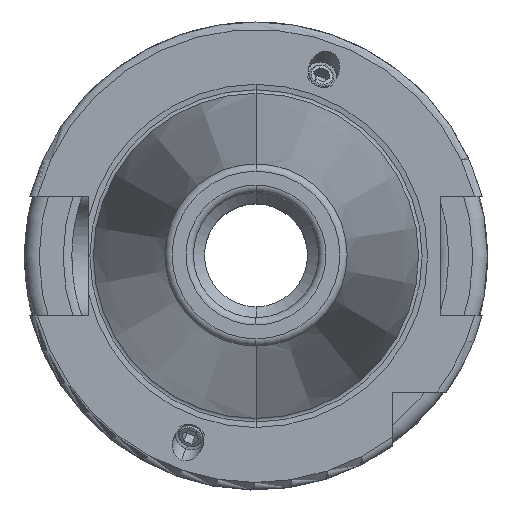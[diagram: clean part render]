
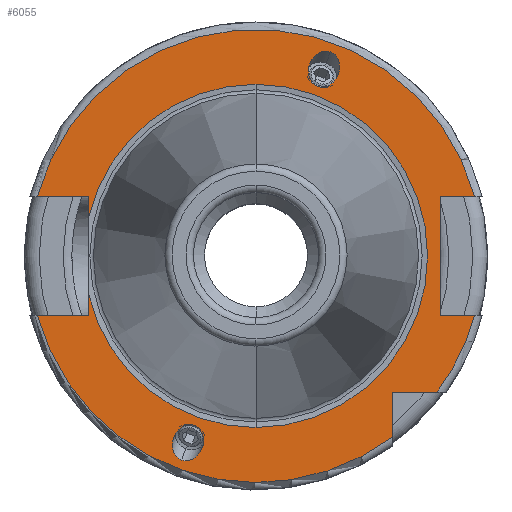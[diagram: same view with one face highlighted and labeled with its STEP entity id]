
A CAD part, top view. The second image highlights one B-rep face of the part: STEP entity #6055.
In plain terms, the highlighted planar face has unit normal (0, 0, 1).
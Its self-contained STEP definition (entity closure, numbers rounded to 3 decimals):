
#379=DIRECTION('',(1,0,0));
#380=VECTOR('',#379,7.004);
#381=CARTESIAN_POINT('',(-29.704,-8.05,18.1));
#382=LINE('',#381,#380);
#383=DIRECTION('',(0,1,0));
#384=VECTOR('',#383,2.753);
#385=CARTESIAN_POINT('',(-22.7,-8.05,18.1));
#386=LINE('',#385,#384);
#387=DIRECTION('',(0,1,0));
#388=VECTOR('',#387,2.753);
#389=CARTESIAN_POINT('',(-22.7,5.297,18.1));
#390=LINE('',#389,#388);
#391=DIRECTION('',(1,0,0));
#392=VECTOR('',#391,7.004);
#393=CARTESIAN_POINT('',(-29.704,8.05,18.1));
#394=LINE('',#393,#392);
#395=DIRECTION('',(-1,0,0));
#396=VECTOR('',#395,4.704);
#397=CARTESIAN_POINT('',(29.704,8.05,18.1));
#398=LINE('',#397,#396);
#399=DIRECTION('',(0,-1,0));
#400=VECTOR('',#399,16.1);
#401=CARTESIAN_POINT('',(25,8.05,18.1));
#402=LINE('',#401,#400);
#403=DIRECTION('',(-1,0,0));
#404=VECTOR('',#403,4.704);
#405=CARTESIAN_POINT('',(29.704,-8.05,18.1));
#406=LINE('',#405,#404);
#407=CARTESIAN_POINT('',(0,0,18.1));
#408=DIRECTION('',(0,0,1));
#409=DIRECTION('',(0.799,-0.601,0));
#410=AXIS2_PLACEMENT_3D('',#407,#408,#409);
#412=DIRECTION('',(-1,0,0));
#413=VECTOR('',#412,6.094);
#414=CARTESIAN_POINT('',(24.594,-18.5,18.1));
#415=LINE('',#414,#413);
#416=DIRECTION('',(0,1,0));
#417=VECTOR('',#416,6.094);
#418=CARTESIAN_POINT('',(18.5,-24.594,18.1));
#419=LINE('',#418,#417);
#420=CARTESIAN_POINT('',(10.09,27.723,18.1));
#421=CARTESIAN_POINT('',(9.863,27.806,18.1));
#422=CARTESIAN_POINT('',(9.337,27.884,18.1));
#423=CARTESIAN_POINT('',(8.455,27.594,18.1));
#424=CARTESIAN_POINT('',(7.834,27.033,18.1));
#425=CARTESIAN_POINT('',(7.483,26.49,18.1));
#426=CARTESIAN_POINT('',(7.298,26.077,18.1));
#427=CARTESIAN_POINT('',(7.174,25.641,18.1));
#428=CARTESIAN_POINT('',(7.094,25.,18.1));
#429=CARTESIAN_POINT('',(7.208,24.17,18.1));
#430=CARTESIAN_POINT('',(7.698,23.381,18.1));
#431=CARTESIAN_POINT('',(8.152,23.103,18.1));
#432=CARTESIAN_POINT('',(8.379,23.02,18.1));
#434=CARTESIAN_POINT('',(8.379,23.02,18.1));
#435=CARTESIAN_POINT('',(8.606,22.937,18.1));
#436=CARTESIAN_POINT('',(9.133,22.859,18.1));
#437=CARTESIAN_POINT('',(10.014,23.149,18.1));
#438=CARTESIAN_POINT('',(10.635,23.711,18.1));
#439=CARTESIAN_POINT('',(10.986,24.253,18.1));
#440=CARTESIAN_POINT('',(11.171,24.667,18.1));
#441=CARTESIAN_POINT('',(11.295,25.103,18.1));
#442=CARTESIAN_POINT('',(11.375,25.744,18.1));
#443=CARTESIAN_POINT('',(11.261,26.573,18.1));
#444=CARTESIAN_POINT('',(10.771,27.362,18.1));
#445=CARTESIAN_POINT('',(10.318,27.641,18.1));
#446=CARTESIAN_POINT('',(10.09,27.723,18.1));
#448=CARTESIAN_POINT('',(-10.09,-27.723,18.1));
#449=CARTESIAN_POINT('',(-10.318,-27.641,18.1));
#450=CARTESIAN_POINT('',(-10.771,-27.362,18.1));
#451=CARTESIAN_POINT('',(-11.261,-26.573,18.1));
#452=CARTESIAN_POINT('',(-11.375,-25.744,18.1));
#453=CARTESIAN_POINT('',(-11.295,-25.103,18.1));
#454=CARTESIAN_POINT('',(-11.171,-24.667,18.1));
#455=CARTESIAN_POINT('',(-10.986,-24.253,18.1));
#456=CARTESIAN_POINT('',(-10.635,-23.711,18.1));
#457=CARTESIAN_POINT('',(-10.014,-23.149,18.1));
#458=CARTESIAN_POINT('',(-9.133,-22.859,18.1));
#459=CARTESIAN_POINT('',(-8.606,-22.937,18.1));
#460=CARTESIAN_POINT('',(-8.379,-23.02,18.1));
#462=CARTESIAN_POINT('',(-8.379,-23.02,18.1));
#463=CARTESIAN_POINT('',(-8.152,-23.103,18.1));
#464=CARTESIAN_POINT('',(-7.698,-23.381,18.1));
#465=CARTESIAN_POINT('',(-7.208,-24.17,18.1));
#466=CARTESIAN_POINT('',(-7.094,-25.,18.1));
#467=CARTESIAN_POINT('',(-7.174,-25.641,18.1));
#468=CARTESIAN_POINT('',(-7.298,-26.077,18.1));
#469=CARTESIAN_POINT('',(-7.483,-26.49,18.1));
#470=CARTESIAN_POINT('',(-7.834,-27.033,18.1));
#471=CARTESIAN_POINT('',(-8.455,-27.594,18.1));
#472=CARTESIAN_POINT('',(-9.337,-27.884,18.1));
#473=CARTESIAN_POINT('',(-9.863,-27.806,18.1));
#474=CARTESIAN_POINT('',(-10.09,-27.723,18.1));
#484=CARTESIAN_POINT('',(0,0,18.1));
#485=DIRECTION('',(0,0,1));
#486=DIRECTION('',(0,1,0));
#487=AXIS2_PLACEMENT_3D('',#484,#485,#486);
#497=CARTESIAN_POINT('',(0,0,18.1));
#498=DIRECTION('',(0,0,1));
#499=DIRECTION('',(-0.974,-0.227,0));
#500=AXIS2_PLACEMENT_3D('',#497,#498,#499);
#502=CARTESIAN_POINT('',(0,0,18.1));
#503=DIRECTION('',(0,0,-1));
#504=DIRECTION('',(0,1,0));
#505=AXIS2_PLACEMENT_3D('',#502,#503,#504);
#3718=CARTESIAN_POINT('',(0,0,18.1));
#3719=DIRECTION('',(0,0,1));
#3720=DIRECTION('',(0.965,0.262,0));
#3721=AXIS2_PLACEMENT_3D('',#3718,#3719,#3720);
#3769=CARTESIAN_POINT('',(0,0,18.1));
#3770=DIRECTION('',(0,0,1));
#3771=DIRECTION('',(-0.965,-0.262,0));
#3772=AXIS2_PLACEMENT_3D('',#3769,#3770,#3771);
#4922=CARTESIAN_POINT('',(-29.704,-8.05,18.1));
#4923=CARTESIAN_POINT('',(-22.7,-8.05,18.1));
#4924=VERTEX_POINT('',#4922);
#4925=VERTEX_POINT('',#4923);
#4926=CARTESIAN_POINT('',(-22.7,-5.297,18.1));
#4927=VERTEX_POINT('',#4926);
#4928=CARTESIAN_POINT('',(-22.7,5.297,18.1));
#4929=CARTESIAN_POINT('',(-22.7,8.05,18.1));
#4930=VERTEX_POINT('',#4928);
#4931=VERTEX_POINT('',#4929);
#4932=CARTESIAN_POINT('',(-29.704,8.05,18.1));
#4933=VERTEX_POINT('',#4932);
#4934=CARTESIAN_POINT('',(25,8.05,18.1));
#4935=CARTESIAN_POINT('',(25,-8.05,18.1));
#4936=VERTEX_POINT('',#4934);
#4937=VERTEX_POINT('',#4935);
#4938=CARTESIAN_POINT('',(29.704,-8.05,18.1));
#4939=VERTEX_POINT('',#4938);
#4940=CARTESIAN_POINT('',(29.704,8.05,18.1));
#4941=VERTEX_POINT('',#4940);
#4942=CARTESIAN_POINT('',(18.5,-24.594,18.1));
#4943=CARTESIAN_POINT('',(18.5,-18.5,18.1));
#4944=VERTEX_POINT('',#4942);
#4945=VERTEX_POINT('',#4943);
#4946=CARTESIAN_POINT('',(24.594,-18.5,18.1));
#4947=VERTEX_POINT('',#4946);
#4996=VERTEX_POINT('',#420);
#4997=VERTEX_POINT('',#432);
#5041=CARTESIAN_POINT('',(-10.09,-27.723,18.1));
#5043=VERTEX_POINT('',#5041);
#5044=CARTESIAN_POINT('',(-8.379,-23.02,18.1));
#5045=VERTEX_POINT('',#5044);
#5086=CARTESIAN_POINT('',(0,23.31,18.1));
#5087=VERTEX_POINT('',#5086);
#5088=CARTESIAN_POINT('',(0,-23.31,18.1));
#5089=VERTEX_POINT('',#5088);
#6011=CARTESIAN_POINT('',(0,0,18.1));
#6012=DIRECTION('',(0,0,-1));
#6013=DIRECTION('',(0,-1,0));
#6014=AXIS2_PLACEMENT_3D('',#6011,#6012,#6013);
#6015=PLANE('',#6014);
#6016=ORIENTED_EDGE('',*,*,#5878,.T.);
#6017=ORIENTED_EDGE('',*,*,#6006,.T.);
#6019=ORIENTED_EDGE('',*,*,#6018,.T.);
#6021=ORIENTED_EDGE('',*,*,#6020,.F.);
#6023=ORIENTED_EDGE('',*,*,#6022,.T.);
#6024=ORIENTED_EDGE('',*,*,#6002,.T.);
#6025=ORIENTED_EDGE('',*,*,#5989,.F.);
#6027=ORIENTED_EDGE('',*,*,#6026,.F.);
#6029=ORIENTED_EDGE('',*,*,#6028,.T.);
#6031=ORIENTED_EDGE('',*,*,#6030,.T.);
#6032=ORIENTED_EDGE('',*,*,#5612,.F.);
#6034=ORIENTED_EDGE('',*,*,#6033,.F.);
#6036=ORIENTED_EDGE('',*,*,#6035,.T.);
#6038=ORIENTED_EDGE('',*,*,#6037,.F.);
#6040=ORIENTED_EDGE('',*,*,#6039,.F.);
#6041=EDGE_LOOP('',(#6016,#6017,#6019,#6021,#6023,#6024,#6025,#6027,#6029,#6031,
#6032,#6034,#6036,#6038,#6040));
#6042=FACE_OUTER_BOUND('',#6041,.F.);
#6044=ORIENTED_EDGE('',*,*,#6043,.T.);
#6046=ORIENTED_EDGE('',*,*,#6045,.T.);
#6047=EDGE_LOOP('',(#6044,#6046));
#6048=FACE_BOUND('',#6047,.F.);
#6050=ORIENTED_EDGE('',*,*,#6049,.F.);
#6052=ORIENTED_EDGE('',*,*,#6051,.F.);
#6053=EDGE_LOOP('',(#6050,#6052));
#6054=FACE_BOUND('',#6053,.F.);
#6055=ADVANCED_FACE('',(#6042,#6048,#6054),#6015,.F.);
#411=CIRCLE('',#410,30.775);
#433=B_SPLINE_CURVE_WITH_KNOTS('',3,(#420,#421,#422,#423,#424,#425,#426,#427,
#428,#429,#430,#431,#432),.UNSPECIFIED.,.F.,.F.,(4,1,1,1,1,1,1,1,1,1,4),(0,
0.125,0.25,0.375,0.438,0.5,0.563,0.625,0.75,0.875,1),
.UNSPECIFIED.);
#447=B_SPLINE_CURVE_WITH_KNOTS('',3,(#434,#435,#436,#437,#438,#439,#440,#441,
#442,#443,#444,#445,#446),.UNSPECIFIED.,.F.,.F.,(4,1,1,1,1,1,1,1,1,1,4),(0,
0.125,0.25,0.375,0.438,0.5,0.563,0.625,0.75,0.875,1),
.UNSPECIFIED.);
#461=B_SPLINE_CURVE_WITH_KNOTS('',3,(#448,#449,#450,#451,#452,#453,#454,#455,
#456,#457,#458,#459,#460),.UNSPECIFIED.,.F.,.F.,(4,1,1,1,1,1,1,1,1,1,4),(0,
0.125,0.25,0.375,0.438,0.5,0.563,0.625,0.75,0.875,1),
.UNSPECIFIED.);
#475=B_SPLINE_CURVE_WITH_KNOTS('',3,(#462,#463,#464,#465,#466,#467,#468,#469,
#470,#471,#472,#473,#474),.UNSPECIFIED.,.F.,.F.,(4,1,1,1,1,1,1,1,1,1,4),(0,
0.125,0.25,0.375,0.438,0.5,0.563,0.625,0.75,0.875,1),
.UNSPECIFIED.);
#488=CIRCLE('',#487,23.31);
#501=CIRCLE('',#500,23.31);
#506=CIRCLE('',#505,23.31);
#3722=CIRCLE('',#3721,30.775);
#3773=CIRCLE('',#3772,30.775);
#5612=EDGE_CURVE('',#4939,#4937,#406,.T.);
#5878=EDGE_CURVE('',#4924,#4925,#382,.T.);
#5989=EDGE_CURVE('',#4933,#4931,#394,.T.);
#6002=EDGE_CURVE('',#4930,#4931,#390,.T.);
#6006=EDGE_CURVE('',#4925,#4927,#386,.T.);
#6018=EDGE_CURVE('',#4927,#5089,#501,.T.);
#6020=EDGE_CURVE('',#5087,#5089,#506,.T.);
#6022=EDGE_CURVE('',#5087,#4930,#488,.T.);
#6026=EDGE_CURVE('',#4941,#4933,#3722,.T.);
#6028=EDGE_CURVE('',#4941,#4936,#398,.T.);
#6030=EDGE_CURVE('',#4936,#4937,#402,.T.);
#6033=EDGE_CURVE('',#4947,#4939,#411,.T.);
#6035=EDGE_CURVE('',#4947,#4945,#415,.T.);
#6037=EDGE_CURVE('',#4944,#4945,#419,.T.);
#6039=EDGE_CURVE('',#4924,#4944,#3773,.T.);
#6043=EDGE_CURVE('',#4996,#4997,#433,.T.);
#6045=EDGE_CURVE('',#4997,#4996,#447,.T.);
#6049=EDGE_CURVE('',#5043,#5045,#461,.T.);
#6051=EDGE_CURVE('',#5045,#5043,#475,.T.);
